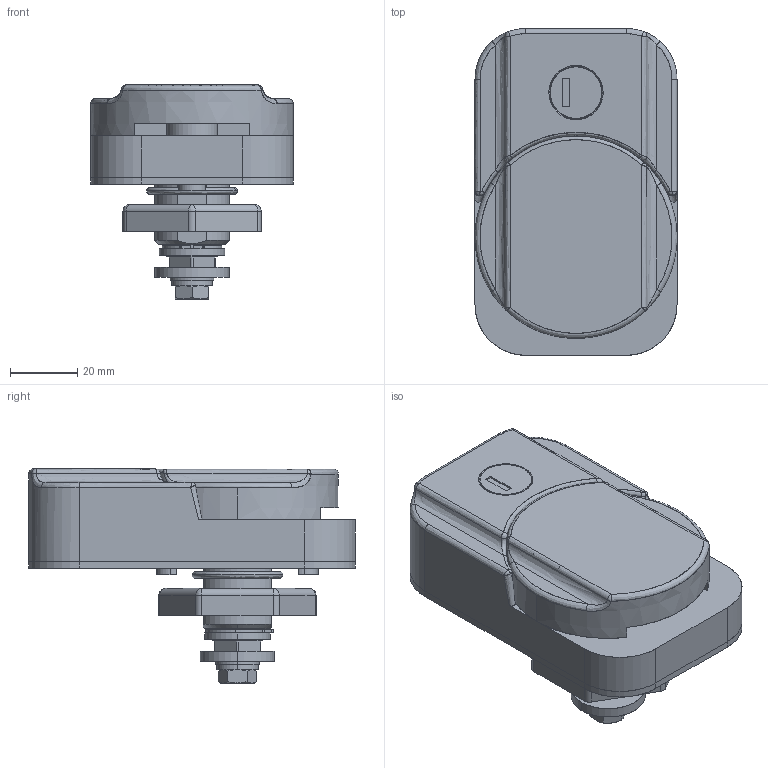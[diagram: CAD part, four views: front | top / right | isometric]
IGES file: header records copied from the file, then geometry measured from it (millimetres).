
Start section: SolidWorks IGES file using analytic representation for surfaces
Global section: file name: A-1372-F-1-TAK60.IGS,15; native system: HSolidWorks 2014; preprocessor: SolidWorks 2014; author: 1337yo; date: 191106.093002; units: millimetre
Bounding box: 60 x 97 x 63.6 mm (x, y, z)
Surface area: 55576.5 mm2 (no closed solid volume)
Topology: 0 solids, 0 shells, 372 faces, 4816 edges, 4799 vertices
Faces by surface type: revolution 189, bspline 183
